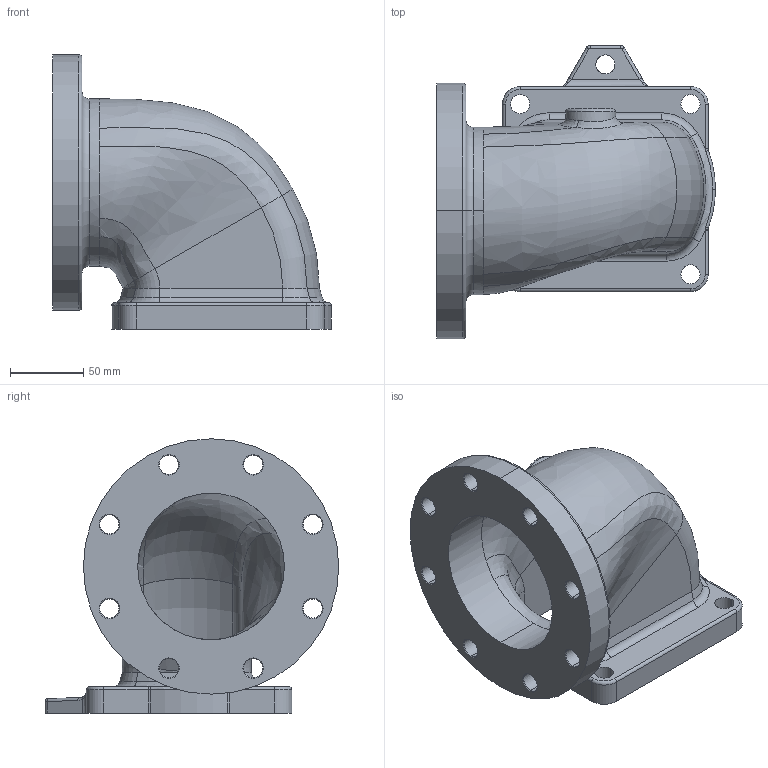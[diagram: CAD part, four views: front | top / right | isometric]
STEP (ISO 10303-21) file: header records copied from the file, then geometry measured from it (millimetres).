
FILE_DESCRIPTION (( 'STEP AP214' ), '1' );
FILE_NAME ('ROVEK2-2_251248.STEP', '2012-07-24T10:43:01', ( 'Admin2' ), ( '' ), 'SwSTEP 2.0', 'SolidWorks 2010', '' );
FILE_SCHEMA (( 'AUTOMOTIVE_DESIGN' ));
Length unit declared in the file: millimetre
Products named in the file (1): ROVEK2-2_251248
Bounding box: 190 x 200 x 187 mm (x, y, z)
Volume: 890711.7 mm3; surface area: 194562.7 mm2
Topology: 1 solids, 1 shells, 189 faces, 492 edges, 304 vertices
Faces by surface type: cylinder 68, torus 34, cone 33, bspline 32, plane 22
Entity records: 24948 total; most frequent: CARTESIAN_POINT 20439, ORIENTED_EDGE 980, DIRECTION 901, EDGE_CURVE 490, AXIS2_PLACEMENT_3D 379, VERTEX_POINT 304, CIRCLE 221, EDGE_LOOP 218
